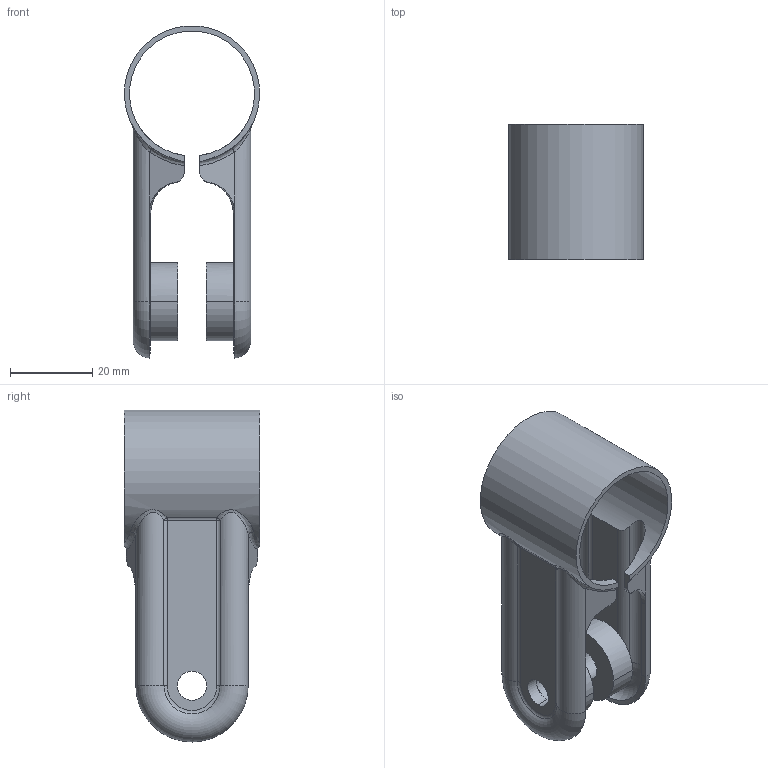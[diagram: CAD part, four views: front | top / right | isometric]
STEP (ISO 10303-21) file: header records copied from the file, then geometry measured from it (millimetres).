
FILE_DESCRIPTION((''),'2;1');
FILE_NAME('141831_SW','2008-08-15T',('banengservice'),('BANNER ENGINEERING'),'PRO/ENGINEER BY PARAMETRIC TECHNOLOGY CORPORATION, 2006170','PRO/ENGINEER BY PARAMETRIC TECHNOLOGY CORPORATION, 2006170','');
FILE_SCHEMA(('CONFIG_CONTROL_DESIGN'));
Length unit declared in the file: inch
Products named in the file (1): 141831_SW
Bounding box: 32.92 x 33.02 x 80.96 mm (x, y, z)
Volume: 12568.9 mm3; surface area: 14447.8 mm2
Topology: 1 solids, 1 shells, 94 faces, 230 edges, 140 vertices
Faces by surface type: cylinder 36, plane 32, bspline 12, torus 8, sphere 4, cone 2
Entity records: 3733 total; most frequent: CARTESIAN_POINT 1587, ORIENTED_EDGE 460, DIRECTION 414, EDGE_CURVE 230, AXIS2_PLACEMENT_3D 166, VERTEX_POINT 140, EDGE_LOOP 100, FACE_OUTER_BOUND 94
